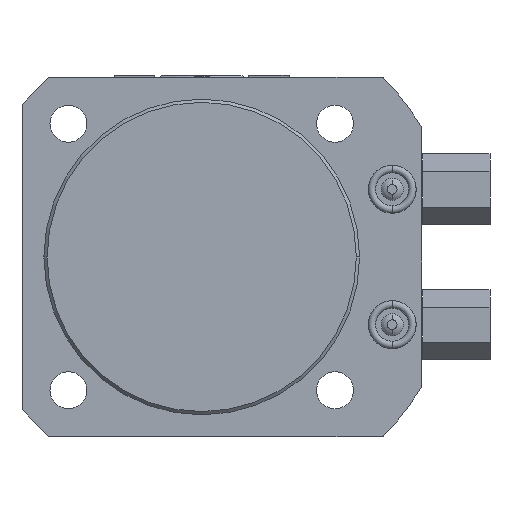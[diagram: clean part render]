
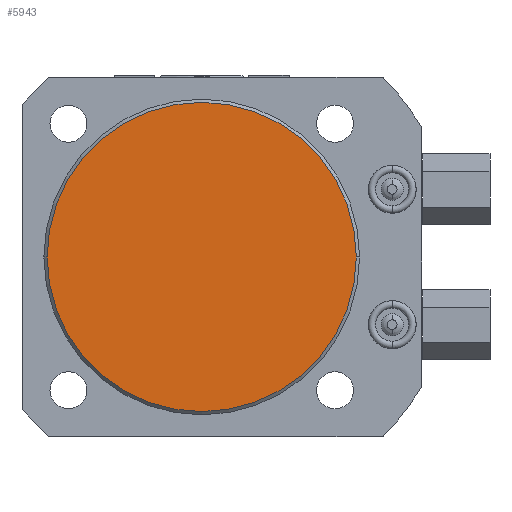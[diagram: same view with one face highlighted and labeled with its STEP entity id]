
A CAD part, front view. The second image highlights one B-rep face of the part: STEP entity #5943.
In plain terms, the highlighted planar face has unit normal (0, -1, 0).
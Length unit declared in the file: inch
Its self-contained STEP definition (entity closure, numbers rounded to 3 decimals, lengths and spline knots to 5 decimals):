
#1628=CARTESIAN_POINT('',(0.,-2.75,0.));
#1629=DIRECTION('',(0.,-1.,0.));
#1630=DIRECTION('',(1.,0.,0.));
#1631=AXIS2_PLACEMENT_3D('',#1628,#1629,#1630);
#1638=CARTESIAN_POINT('',(0.,-2.75,0.));
#1639=DIRECTION('',(0.,-1.,0.));
#1640=DIRECTION('',(-1.,0.,0.));
#1641=AXIS2_PLACEMENT_3D('',#1638,#1639,#1640);
#4307=CARTESIAN_POINT('',(1.4385,-2.75,0.));
#4308=CARTESIAN_POINT('',(-1.4385,-2.75,0.));
#4309=VERTEX_POINT('',#4307);
#4310=VERTEX_POINT('',#4308);
#5933=CARTESIAN_POINT('',(0.,-2.75,0.));
#5934=DIRECTION('',(0.,1.,0.));
#5935=DIRECTION('',(1.,0.,0.));
#5936=AXIS2_PLACEMENT_3D('',#5933,#5934,#5935);
#5937=PLANE('',#5936);
#5939=ORIENTED_EDGE('',*,*,#5938,.F.);
#5940=ORIENTED_EDGE('',*,*,#5923,.F.);
#5941=EDGE_LOOP('',(#5939,#5940));
#5942=FACE_OUTER_BOUND('',#5941,.F.);
#5943=ADVANCED_FACE('',(#5942),#5937,.F.);
#1632=CIRCLE('',#1631,1.4385);
#1642=CIRCLE('',#1641,1.4385);
#5923=EDGE_CURVE('',#4309,#4310,#1632,.T.);
#5938=EDGE_CURVE('',#4310,#4309,#1642,.T.);
